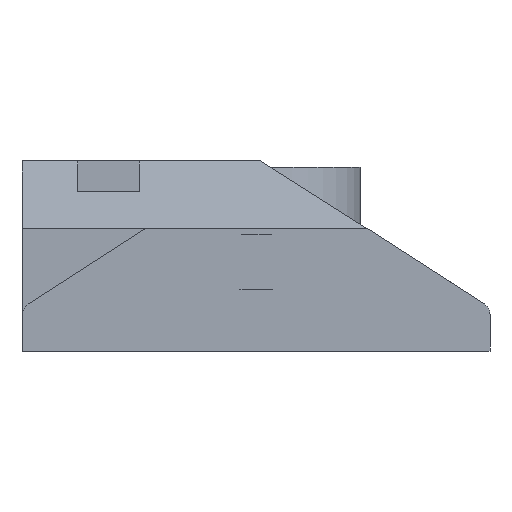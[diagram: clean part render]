
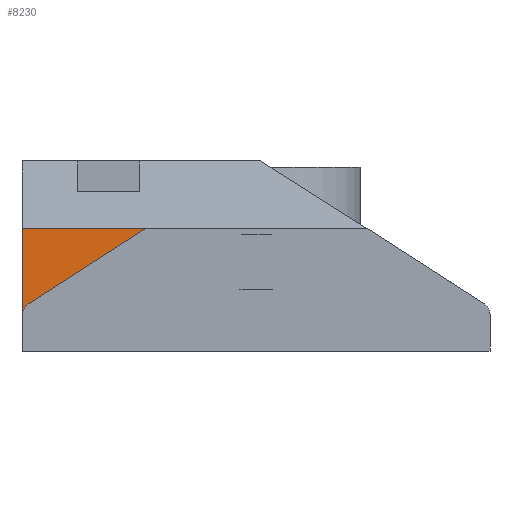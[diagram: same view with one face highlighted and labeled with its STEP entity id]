
A CAD part, front view. The second image highlights one B-rep face of the part: STEP entity #8230.
In plain terms, the highlighted planar face has unit normal (0, -1, 0).
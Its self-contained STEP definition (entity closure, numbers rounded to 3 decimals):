
#2447 = PLANE('',#2448);
#2448 = AXIS2_PLACEMENT_3D('',#2449,#2450,#2451);
#2449 = CARTESIAN_POINT('',(9.,18.5,0.));
#2450 = DIRECTION('',(0.,0.,-1.));
#2451 = DIRECTION('',(0.,1.,0.));
#2475 = PLANE('',#2476);
#2476 = AXIS2_PLACEMENT_3D('',#2477,#2478,#2479);
#2477 = CARTESIAN_POINT('',(-19.1,31.,6.687));
#2478 = DIRECTION('',(1.,0.,0.));
#2479 = DIRECTION('',(0.,0.,1.));
#3086 = PLANE('',#3087);
#3087 = AXIS2_PLACEMENT_3D('',#3088,#3089,#3090);
#3088 = CARTESIAN_POINT('',(-19.05,0.,0.));
#3089 = DIRECTION('',(1.,0.,0.));
#3090 = DIRECTION('',(0.,0.,1.));
#3119 = CYLINDRICAL_SURFACE('',#3120,1.);
#3120 = AXIS2_PLACEMENT_3D('',#3121,#3122,#3123);
#3121 = CARTESIAN_POINT('',(-18.05,0.,3.));
#3122 = DIRECTION('',(0.,-1.,0.));
#3123 = DIRECTION('',(1.,0.,0.));
#3146 = PLANE('',#3147);
#3147 = AXIS2_PLACEMENT_3D('',#3148,#3149,#3150);
#3148 = CARTESIAN_POINT('',(-9.05,0.,10.));
#3149 = DIRECTION('',(-0.542,0.,0.84)
  );
#3150 = DIRECTION('',(-0.84,0.,
    -0.542));
#4843 = VERTEX_POINT('',#4844);
#4844 = CARTESIAN_POINT('',(-19.1,18.5,10.));
#4860 = PLANE('',#4861);
#4861 = AXIS2_PLACEMENT_3D('',#4862,#4863,#4864);
#4862 = CARTESIAN_POINT('',(9.,18.5,10.));
#4863 = DIRECTION('',(0.,0.591,-0.806)
  );
#4864 = DIRECTION('',(0.,0.806,0.591)
  );
#4872 = EDGE_CURVE('',#4873,#4843,#4875,.T.);
#4873 = VERTEX_POINT('',#4874);
#4874 = CARTESIAN_POINT('',(-19.1,18.5,0.));
#4875 = SURFACE_CURVE('',#4876,(#4880,#4887),.PCURVE_S1.);
#4876 = LINE('',#4877,#4878);
#4877 = CARTESIAN_POINT('',(-19.1,18.5,0.));
#4878 = VECTOR('',#4879,1.);
#4879 = DIRECTION('',(0.,0.,1.));
#4880 = PCURVE('',#2475,#4881);
#4881 = DEFINITIONAL_REPRESENTATION('',(#4882),#4886);
#4882 = LINE('',#4883,#4884);
#4883 = CARTESIAN_POINT('',(-6.687,12.5));
#4884 = VECTOR('',#4885,1.);
#4885 = DIRECTION('',(1.,0.));
#4886 = ( GEOMETRIC_REPRESENTATION_CONTEXT(2) 
PARAMETRIC_REPRESENTATION_CONTEXT() REPRESENTATION_CONTEXT('2D SPACE',''
  ) );
#4887 = PCURVE('',#4888,#4893);
#4888 = PLANE('',#4889);
#4889 = AXIS2_PLACEMENT_3D('',#4890,#4891,#4892);
#4890 = CARTESIAN_POINT('',(9.,18.5,0.));
#4891 = DIRECTION('',(0.,1.,0.));
#4892 = DIRECTION('',(0.,0.,1.));
#4893 = DEFINITIONAL_REPRESENTATION('',(#4894),#4898);
#4894 = LINE('',#4895,#4896);
#4895 = CARTESIAN_POINT('',(0.,-28.1));
#4896 = VECTOR('',#4897,1.);
#4897 = DIRECTION('',(1.,0.));
#4898 = ( GEOMETRIC_REPRESENTATION_CONTEXT(2) 
PARAMETRIC_REPRESENTATION_CONTEXT() REPRESENTATION_CONTEXT('2D SPACE',''
  ) );
#4948 = VERTEX_POINT('',#4949);
#4949 = CARTESIAN_POINT('',(-19.05,18.5,0.));
#4975 = EDGE_CURVE('',#4948,#4873,#4976,.T.);
#4976 = SURFACE_CURVE('',#4977,(#4981,#4988),.PCURVE_S1.);
#4977 = LINE('',#4978,#4979);
#4978 = CARTESIAN_POINT('',(9.,18.5,0.));
#4979 = VECTOR('',#4980,1.);
#4980 = DIRECTION('',(-1.,0.,0.));
#4981 = PCURVE('',#2447,#4982);
#4982 = DEFINITIONAL_REPRESENTATION('',(#4983),#4987);
#4983 = LINE('',#4984,#4985);
#4984 = CARTESIAN_POINT('',(0.,0.));
#4985 = VECTOR('',#4986,1.);
#4986 = DIRECTION('',(0.,-1.));
#4987 = ( GEOMETRIC_REPRESENTATION_CONTEXT(2) 
PARAMETRIC_REPRESENTATION_CONTEXT() REPRESENTATION_CONTEXT('2D SPACE',''
  ) );
#4988 = PCURVE('',#4888,#4989);
#4989 = DEFINITIONAL_REPRESENTATION('',(#4990),#4994);
#4990 = LINE('',#4991,#4992);
#4991 = CARTESIAN_POINT('',(0.,0.));
#4992 = VECTOR('',#4993,1.);
#4993 = DIRECTION('',(0.,-1.));
#4994 = ( GEOMETRIC_REPRESENTATION_CONTEXT(2) 
PARAMETRIC_REPRESENTATION_CONTEXT() REPRESENTATION_CONTEXT('2D SPACE',''
  ) );
#6370 = EDGE_CURVE('',#4948,#6371,#6373,.T.);
#6371 = VERTEX_POINT('',#6372);
#6372 = CARTESIAN_POINT('',(-19.05,18.5,3.));
#6373 = SURFACE_CURVE('',#6374,(#6378,#6385),.PCURVE_S1.);
#6374 = LINE('',#6375,#6376);
#6375 = CARTESIAN_POINT('',(-19.05,18.5,0.));
#6376 = VECTOR('',#6377,1.);
#6377 = DIRECTION('',(0.,0.,1.));
#6378 = PCURVE('',#3086,#6379);
#6379 = DEFINITIONAL_REPRESENTATION('',(#6380),#6384);
#6380 = LINE('',#6381,#6382);
#6381 = CARTESIAN_POINT('',(0.,-18.5));
#6382 = VECTOR('',#6383,1.);
#6383 = DIRECTION('',(1.,0.));
#6384 = ( GEOMETRIC_REPRESENTATION_CONTEXT(2) 
PARAMETRIC_REPRESENTATION_CONTEXT() REPRESENTATION_CONTEXT('2D SPACE',''
  ) );
#6385 = PCURVE('',#4888,#6386);
#6386 = DEFINITIONAL_REPRESENTATION('',(#6387),#6391);
#6387 = LINE('',#6388,#6389);
#6388 = CARTESIAN_POINT('',(0.,-28.05));
#6389 = VECTOR('',#6390,1.);
#6390 = DIRECTION('',(1.,0.));
#6391 = ( GEOMETRIC_REPRESENTATION_CONTEXT(2) 
PARAMETRIC_REPRESENTATION_CONTEXT() REPRESENTATION_CONTEXT('2D SPACE',''
  ) );
#6418 = VERTEX_POINT('',#6419);
#6419 = CARTESIAN_POINT('',(-18.592,18.5,3.84));
#6439 = EDGE_CURVE('',#6418,#6371,#6440,.T.);
#6440 = SURFACE_CURVE('',#6441,(#6446,#6452),.PCURVE_S1.);
#6441 = CIRCLE('',#6442,1.);
#6442 = AXIS2_PLACEMENT_3D('',#6443,#6444,#6445);
#6443 = CARTESIAN_POINT('',(-18.05,18.5,3.));
#6444 = DIRECTION('',(0.,-1.,0.));
#6445 = DIRECTION('',(1.,0.,0.));
#6446 = PCURVE('',#3119,#6447);
#6447 = DEFINITIONAL_REPRESENTATION('',(#6448),#6451);
#6448 = B_SPLINE_CURVE_WITH_KNOTS('',1,(#6449,#6450),.UNSPECIFIED.,.F.,
  .F.,(2,2),(2.144,3.142),.PIECEWISE_BEZIER_KNOTS.);
#6449 = CARTESIAN_POINT('',(2.144,-18.5));
#6450 = CARTESIAN_POINT('',(3.142,-18.5));
#6451 = ( GEOMETRIC_REPRESENTATION_CONTEXT(2) 
PARAMETRIC_REPRESENTATION_CONTEXT() REPRESENTATION_CONTEXT('2D SPACE',''
  ) );
#6452 = PCURVE('',#4888,#6453);
#6453 = DEFINITIONAL_REPRESENTATION('',(#6454),#6462);
#6454 = ( BOUNDED_CURVE() B_SPLINE_CURVE(2,(#6455,#6456,#6457,#6458,
#6459,#6460,#6461),.UNSPECIFIED.,.T.,.F.) B_SPLINE_CURVE_WITH_KNOTS((1,2
    ,2,2,2,1),(-2.094,0.,2.094,4.189,
6.283,8.378),.UNSPECIFIED.) CURVE() 
GEOMETRIC_REPRESENTATION_ITEM() RATIONAL_B_SPLINE_CURVE((1.,0.5,1.,0.5,
1.,0.5,1.)) REPRESENTATION_ITEM('') );
#6455 = CARTESIAN_POINT('',(3.,-26.05));
#6456 = CARTESIAN_POINT('',(4.732,-26.05));
#6457 = CARTESIAN_POINT('',(3.866,-27.55));
#6458 = CARTESIAN_POINT('',(3.,-29.05));
#6459 = CARTESIAN_POINT('',(2.134,-27.55));
#6460 = CARTESIAN_POINT('',(1.268,-26.05));
#6461 = CARTESIAN_POINT('',(3.,-26.05));
#6462 = ( GEOMETRIC_REPRESENTATION_CONTEXT(2) 
PARAMETRIC_REPRESENTATION_CONTEXT() REPRESENTATION_CONTEXT('2D SPACE',''
  ) );
#6498 = VERTEX_POINT('',#6499);
#6499 = CARTESIAN_POINT('',(-9.05,18.5,10.));
#6520 = EDGE_CURVE('',#6498,#6418,#6521,.T.);
#6521 = SURFACE_CURVE('',#6522,(#6526,#6533),.PCURVE_S1.);
#6522 = LINE('',#6523,#6524);
#6523 = CARTESIAN_POINT('',(-4.958,18.5,12.642));
#6524 = VECTOR('',#6525,1.);
#6525 = DIRECTION('',(-0.84,0.,
    -0.542));
#6526 = PCURVE('',#3146,#6527);
#6527 = DEFINITIONAL_REPRESENTATION('',(#6528),#6532);
#6528 = LINE('',#6529,#6530);
#6529 = CARTESIAN_POINT('',(-4.871,-18.5));
#6530 = VECTOR('',#6531,1.);
#6531 = DIRECTION('',(1.,0.));
#6532 = ( GEOMETRIC_REPRESENTATION_CONTEXT(2) 
PARAMETRIC_REPRESENTATION_CONTEXT() REPRESENTATION_CONTEXT('2D SPACE',''
  ) );
#6533 = PCURVE('',#4888,#6534);
#6534 = DEFINITIONAL_REPRESENTATION('',(#6535),#6539);
#6535 = LINE('',#6536,#6537);
#6536 = CARTESIAN_POINT('',(12.642,-13.958));
#6537 = VECTOR('',#6538,1.);
#6538 = DIRECTION('',(-0.542,-0.84));
#6539 = ( GEOMETRIC_REPRESENTATION_CONTEXT(2) 
PARAMETRIC_REPRESENTATION_CONTEXT() REPRESENTATION_CONTEXT('2D SPACE',''
  ) );
#8125 = EDGE_CURVE('',#6498,#4843,#8126,.T.);
#8126 = SURFACE_CURVE('',#8127,(#8131,#8138),.PCURVE_S1.);
#8127 = LINE('',#8128,#8129);
#8128 = CARTESIAN_POINT('',(9.,18.5,10.));
#8129 = VECTOR('',#8130,1.);
#8130 = DIRECTION('',(-1.,0.,0.));
#8131 = PCURVE('',#4860,#8132);
#8132 = DEFINITIONAL_REPRESENTATION('',(#8133),#8137);
#8133 = LINE('',#8134,#8135);
#8134 = CARTESIAN_POINT('',(0.,0.));
#8135 = VECTOR('',#8136,1.);
#8136 = DIRECTION('',(0.,-1.));
#8137 = ( GEOMETRIC_REPRESENTATION_CONTEXT(2) 
PARAMETRIC_REPRESENTATION_CONTEXT() REPRESENTATION_CONTEXT('2D SPACE',''
  ) );
#8138 = PCURVE('',#4888,#8139);
#8139 = DEFINITIONAL_REPRESENTATION('',(#8140),#8144);
#8140 = LINE('',#8141,#8142);
#8141 = CARTESIAN_POINT('',(10.,0.));
#8142 = VECTOR('',#8143,1.);
#8143 = DIRECTION('',(0.,-1.));
#8144 = ( GEOMETRIC_REPRESENTATION_CONTEXT(2) 
PARAMETRIC_REPRESENTATION_CONTEXT() REPRESENTATION_CONTEXT('2D SPACE',''
  ) );
#8230 = ADVANCED_FACE('',(#8231),#4888,.F.);
#8231 = FACE_BOUND('',#8232,.F.);
#8232 = EDGE_LOOP('',(#8233,#8234,#8235,#8236,#8237,#8238));
#8233 = ORIENTED_EDGE('',*,*,#6370,.F.);
#8234 = ORIENTED_EDGE('',*,*,#4975,.T.);
#8235 = ORIENTED_EDGE('',*,*,#4872,.T.);
#8236 = ORIENTED_EDGE('',*,*,#8125,.F.);
#8237 = ORIENTED_EDGE('',*,*,#6520,.T.);
#8238 = ORIENTED_EDGE('',*,*,#6439,.T.);
